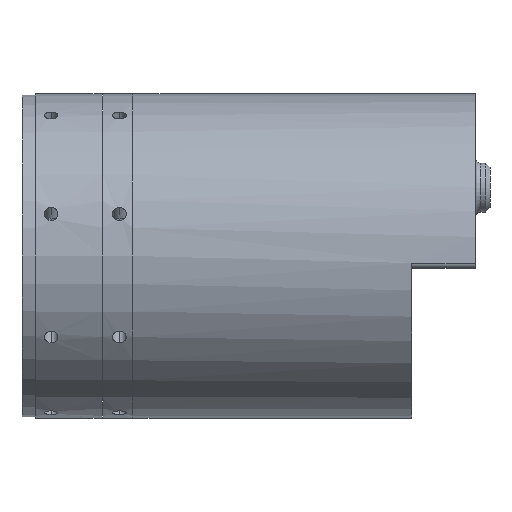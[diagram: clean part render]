
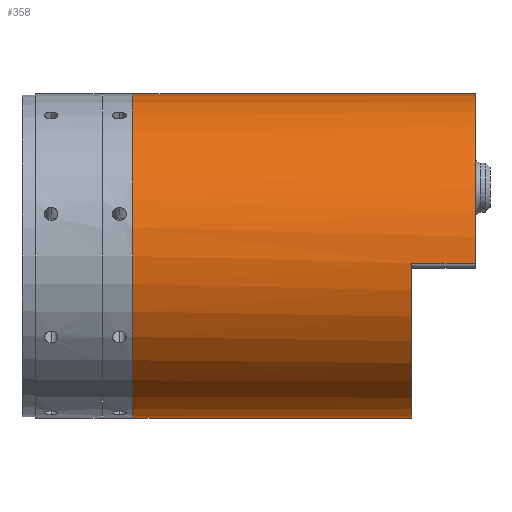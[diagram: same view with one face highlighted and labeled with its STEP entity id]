
A CAD part, front view. The second image highlights one B-rep face of the part: STEP entity #358.
In plain terms, the highlighted cylindrical face has radius 30 mm (diameter 60 mm), a partial arc.
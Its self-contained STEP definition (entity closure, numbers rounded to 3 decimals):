
#265 = LINE ( 'NONE', #2109, #2135 ) ;
#358 = ADVANCED_FACE ( 'NONE', ( #2101 ), #3358, .T. ) ;
#367 = CARTESIAN_POINT ( 'NONE',  ( 20.51, 0., 0. ) ) ;
#487 = ORIENTED_EDGE ( 'NONE', *, *, #3843, .F. ) ;
#532 = CARTESIAN_POINT ( 'NONE',  ( 72., 0., 0. ) ) ;
#997 = CIRCLE ( 'NONE', #3300, 30. ) ;
#1006 = CIRCLE ( 'NONE', #3446, 30. ) ;
#1011 = EDGE_CURVE ( 'NONE', #1342, #1511, #1137, .T. ) ;
#1137 = LINE ( 'NONE', #3979, #1517 ) ;
#1166 = CARTESIAN_POINT ( 'NONE',  ( 83.8, 0., 0. ) ) ;
#1212 = VERTEX_POINT ( 'NONE', #1901 ) ;
#1236 = CARTESIAN_POINT ( 'NONE',  ( 72., 0., 30. ) ) ;
#1301 = ORIENTED_EDGE ( 'NONE', *, *, #1554, .F. ) ;
#1342 = VERTEX_POINT ( 'NONE', #3572 ) ;
#1488 = CARTESIAN_POINT ( 'NONE',  ( 20.51, 0., -30. ) ) ;
#1511 = VERTEX_POINT ( 'NONE', #1488 ) ;
#1517 = VECTOR ( 'NONE', #2478, 1000. ) ;
#1554 = EDGE_CURVE ( 'NONE', #1511, #2717, #3377, .T. ) ;
#1739 = VECTOR ( 'NONE', #1882, 1000. ) ;
#1788 = DIRECTION ( 'NONE',  ( -1., 0., 0. ) ) ;
#1799 = LINE ( 'NONE', #1236, #1739 ) ;
#1882 = DIRECTION ( 'NONE',  ( -1., 0., 0. ) ) ;
#1901 = CARTESIAN_POINT ( 'NONE',  ( 83.8, -29.972, -1.302 ) ) ;
#1941 = EDGE_LOOP ( 'NONE', ( #3452, #3931, #3173, #487, #2859, #1301 ) ) ;
#1954 = DIRECTION ( 'NONE',  ( 0., 0., 1. ) ) ;
#2001 = EDGE_CURVE ( 'NONE', #2633, #1342, #997, .T. ) ;
#2101 = FACE_OUTER_BOUND ( 'NONE', #1941, .T. ) ;
#2109 = CARTESIAN_POINT ( 'NONE',  ( 83.8, -29.972, -1.302 ) ) ;
#2135 = VECTOR ( 'NONE', #4064, 1000. ) ;
#2202 = DIRECTION ( 'NONE',  ( -1., 0., 0. ) ) ;
#2261 = AXIS2_PLACEMENT_3D ( 'NONE', #367, #2202, #1954 ) ;
#2478 = DIRECTION ( 'NONE',  ( -1., 0., 0. ) ) ;
#2633 = VERTEX_POINT ( 'NONE', #3023 ) ;
#2717 = VERTEX_POINT ( 'NONE', #2790 ) ;
#2771 = EDGE_CURVE ( 'NONE', #1212, #2633, #265, .T. ) ;
#2789 = EDGE_CURVE ( 'NONE', #4002, #2717, #1799, .T. ) ;
#2790 = CARTESIAN_POINT ( 'NONE',  ( 20.51, 0., 30. ) ) ;
#2804 = DIRECTION ( 'NONE',  ( 1., 0., 0. ) ) ;
#2859 = ORIENTED_EDGE ( 'NONE', *, *, #2789, .T. ) ;
#2867 = DIRECTION ( 'NONE',  ( 0., 0., -1. ) ) ;
#3023 = CARTESIAN_POINT ( 'NONE',  ( 72., -29.972, -1.302 ) ) ;
#3147 = DIRECTION ( 'NONE',  ( 0., 0., 1. ) ) ;
#3173 = ORIENTED_EDGE ( 'NONE', *, *, #2771, .F. ) ;
#3300 = AXIS2_PLACEMENT_3D ( 'NONE', #3483, #3502, #2867 ) ;
#3358 = CYLINDRICAL_SURFACE ( 'NONE', #3448, 30. ) ;
#3377 = CIRCLE ( 'NONE', #2261, 30. ) ;
#3446 = AXIS2_PLACEMENT_3D ( 'NONE', #1166, #2804, #4077 ) ;
#3448 = AXIS2_PLACEMENT_3D ( 'NONE', #532, #1788, #3147 ) ;
#3452 = ORIENTED_EDGE ( 'NONE', *, *, #1011, .F. ) ;
#3483 = CARTESIAN_POINT ( 'NONE',  ( 72., 0., 0. ) ) ;
#3502 = DIRECTION ( 'NONE',  ( 1., 0., 0. ) ) ;
#3570 = CARTESIAN_POINT ( 'NONE',  ( 83.8, 0., 30. ) ) ;
#3572 = CARTESIAN_POINT ( 'NONE',  ( 72., 0., -30. ) ) ;
#3843 = EDGE_CURVE ( 'NONE', #4002, #1212, #1006, .T. ) ;
#3931 = ORIENTED_EDGE ( 'NONE', *, *, #2001, .F. ) ;
#3979 = CARTESIAN_POINT ( 'NONE',  ( 72., 0., -30. ) ) ;
#4002 = VERTEX_POINT ( 'NONE', #3570 ) ;
#4064 = DIRECTION ( 'NONE',  ( -1., 0., 0. ) ) ;
#4077 = DIRECTION ( 'NONE',  ( 0., 0., -1. ) ) ;
